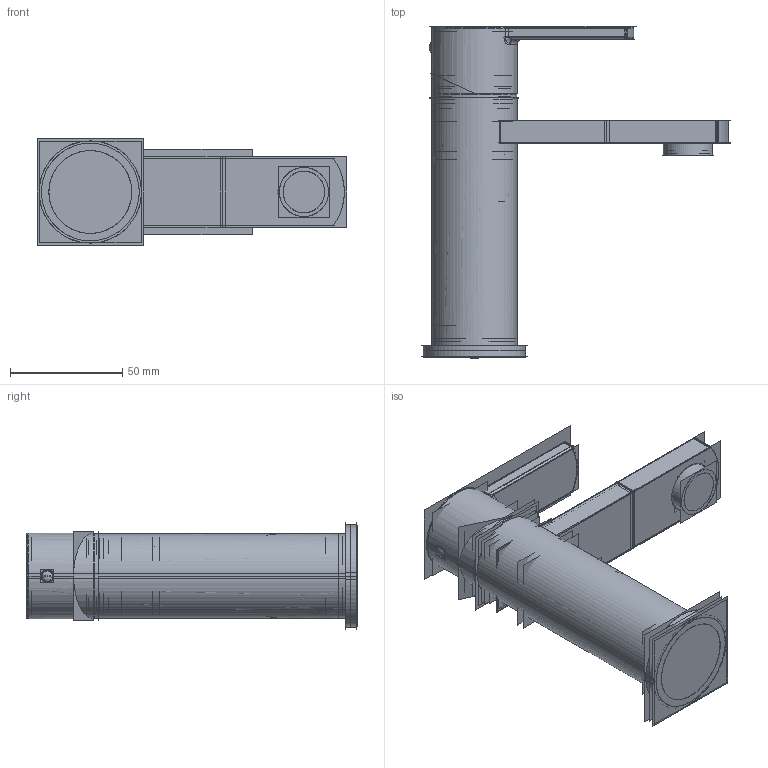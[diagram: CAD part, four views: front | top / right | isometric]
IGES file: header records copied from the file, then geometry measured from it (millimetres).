
Start section:  PTC IGES file: wp114dnc_asm.igs
Global section: file name: wp114dnc_asm.igs; native system: Pro/ENGINEER by Parametric Technology Corporation; preprocessor: 2009360; author: user33; organization: Unknown; date: 20191213.161554; units: millimetre
Bounding box: 137.76 x 147.57 x 47.35 mm (x, y, z)
Volume: 97586.5 mm3; surface area: 529279.2 mm2
Topology: 15 solids, 27 shells, 1306 faces, 6872 edges, 8808 vertices
Faces by surface type: revolution 858, bspline 448
